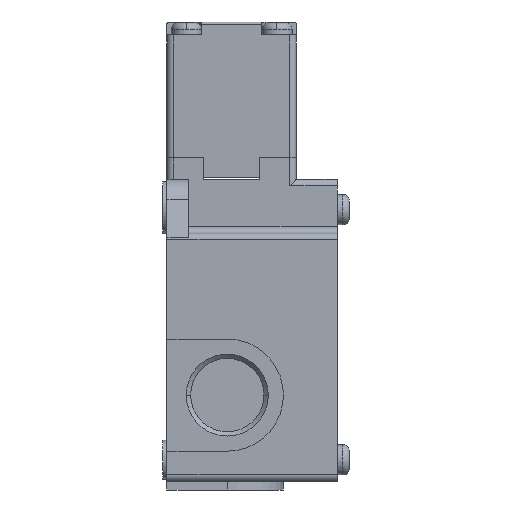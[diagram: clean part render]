
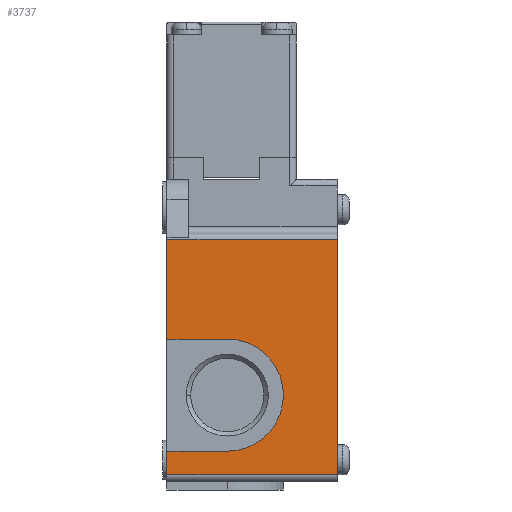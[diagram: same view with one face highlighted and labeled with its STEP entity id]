
A CAD part, left-side view. The second image highlights one B-rep face of the part: STEP entity #3737.
In plain terms, the highlighted planar face has unit normal (-1, 0, 0).
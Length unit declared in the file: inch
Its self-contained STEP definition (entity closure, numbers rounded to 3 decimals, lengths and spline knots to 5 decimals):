
#24 = DIRECTION ( 'NONE',  ( 1., 0., 0. ) ) ;
#280 = LINE ( 'NONE', #6511, #5381 ) ;
#298 = CARTESIAN_POINT ( 'NONE',  ( -1.14173, -0.59055, -2.22441 ) ) ;
#380 = AXIS2_PLACEMENT_3D ( 'NONE', #2368, #3957, #2964 ) ;
#528 = VERTEX_POINT ( 'NONE', #1288 ) ;
#692 = VECTOR ( 'NONE', #6258, 39.37008 ) ;
#693 = EDGE_CURVE ( 'NONE', #3587, #5241, #4205, .T. ) ;
#714 = CARTESIAN_POINT ( 'NONE',  ( -1.14173, -1.59449, -2.44094 ) ) ;
#896 = DIRECTION ( 'NONE',  ( 0., 0., 1. ) ) ;
#1288 = CARTESIAN_POINT ( 'NONE',  ( -1.14173, -1.59449, -0.29528 ) ) ;
#1422 = ORIENTED_EDGE ( 'NONE', *, *, #5621, .T. ) ;
#1442 = FACE_OUTER_BOUND ( 'NONE', #6041, .T. ) ;
#1462 = VECTOR ( 'NONE', #6042, 39.37008 ) ;
#1601 = CARTESIAN_POINT ( 'NONE',  ( -1.14173, -1.59449, -2.5 ) ) ;
#1666 = CARTESIAN_POINT ( 'NONE',  ( -1.14173, -1.10236, -1.7126 ) ) ;
#2066 = CARTESIAN_POINT ( 'NONE',  ( -1.14173, -0.03937, -2.22441 ) ) ;
#2245 = EDGE_CURVE ( 'NONE', #528, #5059, #280, .T. ) ;
#2262 = CARTESIAN_POINT ( 'NONE',  ( -1.14173, -0.59055, -1.20079 ) ) ;
#2368 = CARTESIAN_POINT ( 'NONE',  ( -1.14173, -0.59055, -1.7126 ) ) ;
#2411 = LINE ( 'NONE', #1601, #692 ) ;
#2638 = EDGE_CURVE ( 'NONE', #6178, #4855, #5791, .T. ) ;
#2668 = CARTESIAN_POINT ( 'NONE',  ( -1.14173, -0.03937, -2.22441 ) ) ;
#2785 = ORIENTED_EDGE ( 'NONE', *, *, #5127, .F. ) ;
#2831 = VECTOR ( 'NONE', #4967, 39.37008 ) ;
#2964 = DIRECTION ( 'NONE',  ( 0., -1., 0. ) ) ;
#3157 = DIRECTION ( 'NONE',  ( 0., 1., 0. ) ) ;
#3209 = LINE ( 'NONE', #3892, #4672 ) ;
#3227 = CARTESIAN_POINT ( 'NONE',  ( -1.14173, -0.03937, -2.44094 ) ) ;
#3354 = ORIENTED_EDGE ( 'NONE', *, *, #3368, .T. ) ;
#3368 = EDGE_CURVE ( 'NONE', #5241, #528, #2411, .T. ) ;
#3531 = ORIENTED_EDGE ( 'NONE', *, *, #2638, .T. ) ;
#3571 = CARTESIAN_POINT ( 'NONE',  ( -1.14173, -0.03937, -0.29528 ) ) ;
#3587 = VERTEX_POINT ( 'NONE', #3227 ) ;
#3640 = ORIENTED_EDGE ( 'NONE', *, *, #6497, .F. ) ;
#3659 = VERTEX_POINT ( 'NONE', #298 ) ;
#3675 = CARTESIAN_POINT ( 'NONE',  ( -1.14173, -0.59055, -1.7126 ) ) ;
#3737 = ADVANCED_FACE ( 'NONE', ( #1442 ), #4071, .T. ) ;
#3892 = CARTESIAN_POINT ( 'NONE',  ( -1.14173, -0.03937, -1.20079 ) ) ;
#3957 = DIRECTION ( 'NONE',  ( 1., 0., 0. ) ) ;
#3959 = CARTESIAN_POINT ( 'NONE',  ( -1.14173, -0.03937, -2.44094 ) ) ;
#4003 = CARTESIAN_POINT ( 'NONE',  ( -1.14173, -0.03937, -2.5 ) ) ;
#4009 = LINE ( 'NONE', #5284, #4179 ) ;
#4071 = PLANE ( 'NONE',  #5427 ) ;
#4179 = VECTOR ( 'NONE', #5308, 39.37008 ) ;
#4205 = LINE ( 'NONE', #3959, #2831 ) ;
#4406 = CARTESIAN_POINT ( 'NONE',  ( -1.14173, -0.03937, -1.20079 ) ) ;
#4656 = ORIENTED_EDGE ( 'NONE', *, *, #5843, .T. ) ;
#4672 = VECTOR ( 'NONE', #6519, 39.37008 ) ;
#4855 = VERTEX_POINT ( 'NONE', #2262 ) ;
#4920 = VECTOR ( 'NONE', #3157, 39.37008 ) ;
#4967 = DIRECTION ( 'NONE',  ( 0., -1., 0. ) ) ;
#5059 = VERTEX_POINT ( 'NONE', #3571 ) ;
#5127 = EDGE_CURVE ( 'NONE', #6178, #5059, #4009, .T. ) ;
#5199 = DIRECTION ( 'NONE',  ( 0., -1., 0. ) ) ;
#5241 = VERTEX_POINT ( 'NONE', #714 ) ;
#5284 = CARTESIAN_POINT ( 'NONE',  ( -1.14173, -0.03937, -1.20079 ) ) ;
#5308 = DIRECTION ( 'NONE',  ( 0., 0., 1. ) ) ;
#5381 = VECTOR ( 'NONE', #5990, 39.37008 ) ;
#5422 = LINE ( 'NONE', #2066, #4920 ) ;
#5427 = AXIS2_PLACEMENT_3D ( 'NONE', #4003, #5598, #896 ) ;
#5532 = CIRCLE ( 'NONE', #6410, 0.51181 ) ;
#5598 = DIRECTION ( 'NONE',  ( -1., 0., 0. ) ) ;
#5621 = EDGE_CURVE ( 'NONE', #4855, #5917, #5786, .T. ) ;
#5630 = CARTESIAN_POINT ( 'NONE',  ( -1.14173, -0.03937, -1.20079 ) ) ;
#5652 = ORIENTED_EDGE ( 'NONE', *, *, #6672, .T. ) ;
#5786 = CIRCLE ( 'NONE', #380, 0.51181 ) ;
#5791 = LINE ( 'NONE', #4406, #1462 ) ;
#5794 = VERTEX_POINT ( 'NONE', #2668 ) ;
#5837 = ORIENTED_EDGE ( 'NONE', *, *, #2245, .T. ) ;
#5843 = EDGE_CURVE ( 'NONE', #5917, #3659, #5532, .T. ) ;
#5917 = VERTEX_POINT ( 'NONE', #1666 ) ;
#5990 = DIRECTION ( 'NONE',  ( 0., 1., 0. ) ) ;
#6041 = EDGE_LOOP ( 'NONE', ( #5837, #2785, #3531, #1422, #4656, #5652, #3640, #6583, #3354 ) ) ;
#6042 = DIRECTION ( 'NONE',  ( 0., -1., 0. ) ) ;
#6178 = VERTEX_POINT ( 'NONE', #5630 ) ;
#6258 = DIRECTION ( 'NONE',  ( 0., 0., 1. ) ) ;
#6410 = AXIS2_PLACEMENT_3D ( 'NONE', #3675, #24, #5199 ) ;
#6497 = EDGE_CURVE ( 'NONE', #3587, #5794, #3209, .T. ) ;
#6511 = CARTESIAN_POINT ( 'NONE',  ( -1.14173, -0.03937, -0.29528 ) ) ;
#6519 = DIRECTION ( 'NONE',  ( 0., 0., 1. ) ) ;
#6583 = ORIENTED_EDGE ( 'NONE', *, *, #693, .T. ) ;
#6672 = EDGE_CURVE ( 'NONE', #3659, #5794, #5422, .T. ) ;
